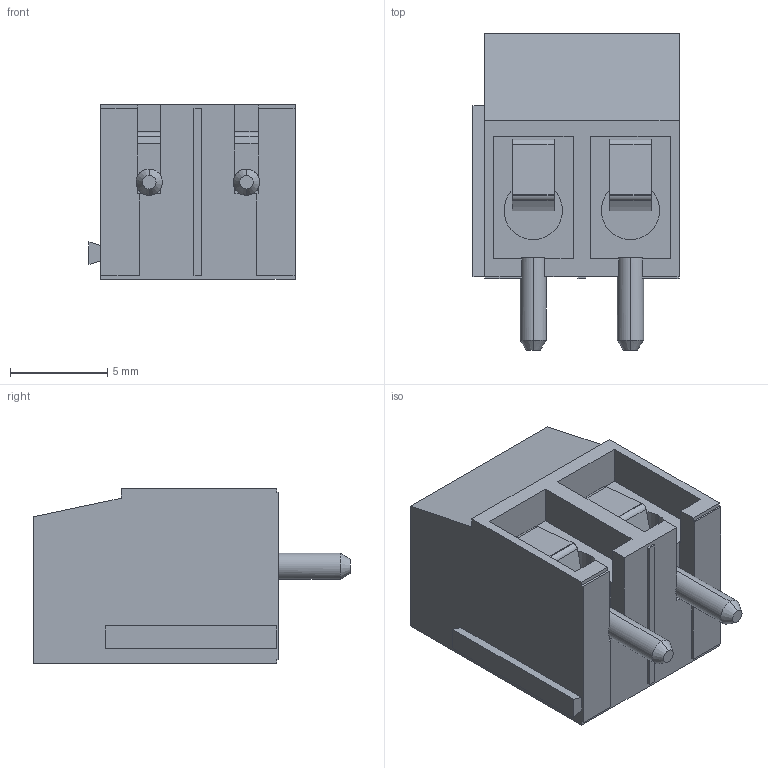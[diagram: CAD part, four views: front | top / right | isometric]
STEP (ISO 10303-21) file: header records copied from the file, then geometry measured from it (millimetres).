
FILE_DESCRIPTION(('STEP AP214'),'1');
FILE_NAME('terminal_blocks_a-tb500-ta02.stp','2017-04-01T00:54:07',('TraceParts'),('TraceParts S.A.'),'Spatial InterOp 3D',' ',' ');
FILE_SCHEMA(('automotive_design'));
Length unit declared in the file: millimetre
Products named in the file (1): terminal_blocks_a-tb500-ta02
Bounding box: 10.6 x 16.3 x 9 mm (x, y, z)
Volume: 882.9 mm3; surface area: 1036.1 mm2
Topology: 1 solids, 1 shells, 139 faces, 368 edges, 244 vertices
Faces by surface type: plane 97, cylinder 38, cone 4
Entity records: 5438 total; most frequent: CARTESIAN_POINT 752, DIRECTION 740, ORIENTED_EDGE 736, EDGE_CURVE 368, LINE 276, VECTOR 276, VERTEX_POINT 244, AXIS2_PLACEMENT_3D 232
